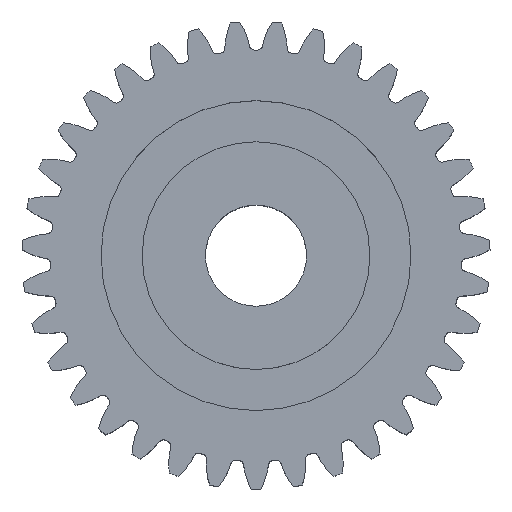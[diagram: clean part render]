
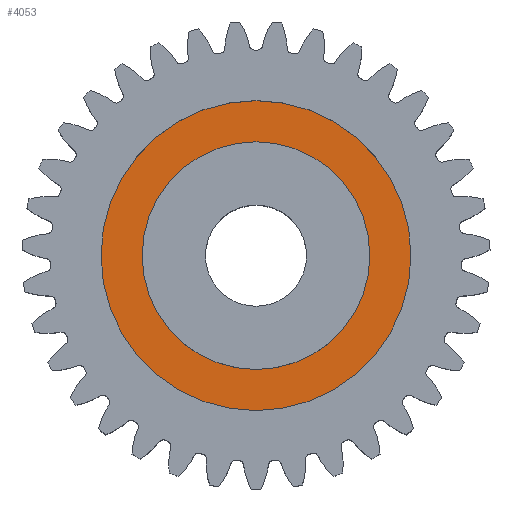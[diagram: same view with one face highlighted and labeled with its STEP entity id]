
A CAD part, top view. The second image highlights one B-rep face of the part: STEP entity #4053.
In plain terms, the highlighted planar face has unit normal (0, 0, 1).
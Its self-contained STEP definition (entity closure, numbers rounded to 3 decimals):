
#86 = DIRECTION ( 'NONE',  ( -1., 0., 0. ) ) ;
#87 = DIRECTION ( 'NONE',  ( 0., 0., -1. ) ) ;
#92 = CARTESIAN_POINT ( 'NONE',  ( 0., 0., 6.8 ) ) ;
#159 = DIRECTION ( 'NONE',  ( -1., 0., 0. ) ) ;
#160 = DIRECTION ( 'NONE',  ( 0., 0., -1. ) ) ;
#161 = CARTESIAN_POINT ( 'NONE',  ( 0., 0., 6.8 ) ) ;
#162 = AXIS2_PLACEMENT_3D ( 'NONE', #161, #160, #159 ) ;
#163 = CIRCLE ( 'NONE', #162, 12.25 ) ;
#164 = AXIS2_PLACEMENT_3D ( 'NONE', #92, #87, #86 ) ;
#170 = CIRCLE ( 'NONE', #164, 9. ) ;
#251 = DIRECTION ( 'NONE',  ( -1., 0., 0. ) ) ;
#252 = DIRECTION ( 'NONE',  ( 0., 0., -1. ) ) ;
#264 = CARTESIAN_POINT ( 'NONE',  ( 0., 0., 6.8 ) ) ;
#266 = PLANE ( 'NONE',  #278 ) ;
#271 = FACE_BOUND ( 'NONE', #4106, .T. ) ;
#276 = FACE_OUTER_BOUND ( 'NONE', #4102, .T. ) ;
#278 = AXIS2_PLACEMENT_3D ( 'NONE', #264, #252, #251 ) ;
#1949 = EDGE_CURVE ( 'NONE', #2511, #2001, #4833, .T. ) ;
#2001 = VERTEX_POINT ( 'NONE', #5183 ) ;
#2065 = EDGE_CURVE ( 'NONE', #2078, #2066, #5147, .T. ) ;
#2066 = VERTEX_POINT ( 'NONE', #5140 ) ;
#2078 = VERTEX_POINT ( 'NONE', #5173 ) ;
#2511 = VERTEX_POINT ( 'NONE', #6232 ) ;
#4052 = ORIENTED_EDGE ( 'NONE', *, *, #4098, .T. ) ;
#4053 = ADVANCED_FACE ( 'NONE', ( #271, #276 ), #266, .F. ) ;
#4056 = ORIENTED_EDGE ( 'NONE', *, *, #4093, .F. ) ;
#4093 = EDGE_CURVE ( 'NONE', #2066, #2078, #163, .T. ) ;
#4098 = EDGE_CURVE ( 'NONE', #2001, #2511, #170, .T. ) ;
#4100 = ORIENTED_EDGE ( 'NONE', *, *, #1949, .T. ) ;
#4102 = EDGE_LOOP ( 'NONE', ( #4056, #4103 ) ) ;
#4103 = ORIENTED_EDGE ( 'NONE', *, *, #2065, .F. ) ;
#4106 = EDGE_LOOP ( 'NONE', ( #4100, #4052 ) ) ;
#4833 = CIRCLE ( 'NONE', #5061, 9. ) ;
#4879 = DIRECTION ( 'NONE',  ( -1., 0., 0. ) ) ;
#4880 = DIRECTION ( 'NONE',  ( 0., 0., -1. ) ) ;
#4881 = CARTESIAN_POINT ( 'NONE',  ( 0., 0., 6.8 ) ) ;
#5061 = AXIS2_PLACEMENT_3D ( 'NONE', #4881, #4880, #4879 ) ;
#5134 = DIRECTION ( 'NONE',  ( -1., 0., 0. ) ) ;
#5135 = DIRECTION ( 'NONE',  ( 0., 0., -1. ) ) ;
#5136 = CARTESIAN_POINT ( 'NONE',  ( 0., 0., 6.8 ) ) ;
#5137 = AXIS2_PLACEMENT_3D ( 'NONE', #5136, #5135, #5134 ) ;
#5140 = CARTESIAN_POINT ( 'NONE',  ( -12.25, 0., 6.8 ) ) ;
#5147 = CIRCLE ( 'NONE', #5137, 12.25 ) ;
#5173 = CARTESIAN_POINT ( 'NONE',  ( 12.25, 0., 6.8 ) ) ;
#5183 = CARTESIAN_POINT ( 'NONE',  ( 9., 0., 6.8 ) ) ;
#6232 = CARTESIAN_POINT ( 'NONE',  ( -9., 0., 6.8 ) ) ;
